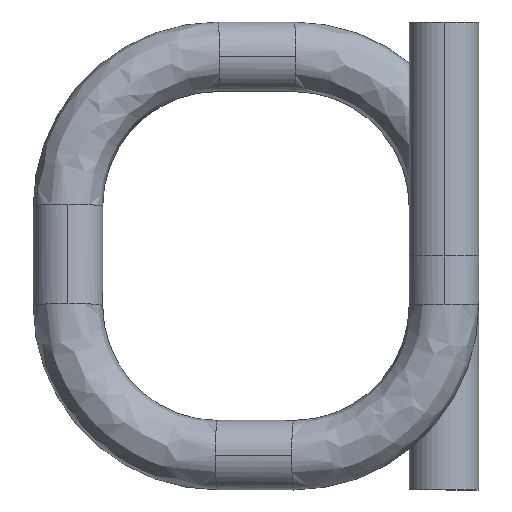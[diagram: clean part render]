
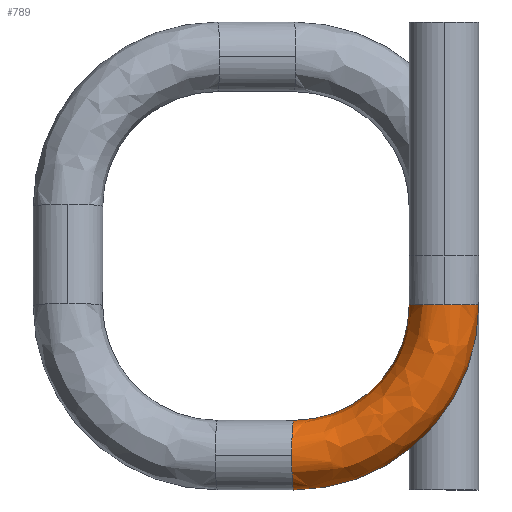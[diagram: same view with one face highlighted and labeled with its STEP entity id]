
A CAD part, left-side view. The second image highlights one B-rep face of the part: STEP entity #789.
In plain terms, the highlighted free-form (B-spline) face has degree [3, 3] with [4, 4] control points.
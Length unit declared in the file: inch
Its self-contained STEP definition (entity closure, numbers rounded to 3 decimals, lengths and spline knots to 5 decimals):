
#47 = VERTEX_POINT ( 'NONE', #839 ) ;
#157 = DIRECTION ( 'NONE',  ( -0.061, -0.998, 0. ) ) ;
#244 = CARTESIAN_POINT ( 'NONE',  ( 0.00164, 0.02695, -0.0715 ) ) ;
#258 = CARTESIAN_POINT ( 'NONE',  ( -0.0121, 0.007, -0.0445 ) ) ;
#276 = CARTESIAN_POINT ( 'NONE',  ( 0.00164, 0.02695, -0.06525 ) ) ;
#302 = CARTESIAN_POINT ( 'NONE',  ( -0.00038, -0.00624, -0.0445 ) ) ;
#303 = CIRCLE ( 'NONE', #1897, 0.02075 ) ;
#419 = CARTESIAN_POINT ( 'NONE',  ( 0.00164, 0.02695, -0.0445 ) ) ;
#601 = CARTESIAN_POINT ( 'NONE',  ( -0.01202, 0.00827, -0.07775 ) ) ;
#617 = CARTESIAN_POINT ( 'NONE',  ( -0.0121, 0.007, -0.05666 ) ) ;
#656 = EDGE_LOOP ( 'NONE', ( #1712, #3376, #1271, #1430, #3682, #4060 ) ) ;
#724 = CIRCLE ( 'NONE', #2525, 0.03325 ) ;
#775 = VERTEX_POINT ( 'NONE', #1208 ) ;
#789 = ADVANCED_FACE ( 'NONE', ( #3379 ), #816, .T. ) ;
#816 =( BOUNDED_SURFACE ( )  B_SPLINE_SURFACE ( 3, 3, ( 
 ( #302, #2665, #1619, #1594 ),
 ( #3337, #1682, #601, #3697 ),
 ( #258, #617, #1642, #2000 ),
 ( #938, #3357, #3052, #276 ) ),
 .UNSPECIFIED., .F., .F., .F. ) 
 B_SPLINE_SURFACE_WITH_KNOTS ( ( 4, 4 ),
 ( 4, 4 ),
 ( 0., 1. ),
 ( 0., 1. ),
 .UNSPECIFIED. ) 
 GEOMETRIC_REPRESENTATION_ITEM ( )  RATIONAL_B_SPLINE_SURFACE ( (
 ( 1., 0.805, 0.805, 1.),
 ( 0.333, 0.268, 0.268, 0.333),
 ( 0.333, 0.268, 0.268, 0.333),
 ( 1., 0.805, 0.805, 1.) ) ) 
 REPRESENTATION_ITEM ( '' )  SURFACE ( )  );
#839 = CARTESIAN_POINT ( 'NONE',  ( -0.00459, 0.02733, -0.0715 ) ) ;
#938 = CARTESIAN_POINT ( 'NONE',  ( 0.00038, 0.00624, -0.0445 ) ) ;
#965 = CIRCLE ( 'NONE', #4127, 0.00625 ) ;
#979 = VERTEX_POINT ( 'NONE', #1216 ) ;
#1016 = CIRCLE ( 'NONE', #1880, 0.00625 ) ;
#1032 = CARTESIAN_POINT ( 'NONE',  ( 0.00164, 0.02695, -0.0715 ) ) ;
#1100 = DIRECTION ( 'NONE',  ( -0.061, -0.998, 0. ) ) ;
#1182 = DIRECTION ( 'NONE',  ( 0., 0., -1. ) ) ;
#1208 = CARTESIAN_POINT ( 'NONE',  ( 0.00038, 0.00624, -0.0445 ) ) ;
#1216 = CARTESIAN_POINT ( 'NONE',  ( -0.00625, 0., -0.0445 ) ) ;
#1254 = DIRECTION ( 'NONE',  ( 0.998, -0.061, 0. ) ) ;
#1271 = ORIENTED_EDGE ( 'NONE', *, *, #1511, .T. ) ;
#1338 = CARTESIAN_POINT ( 'NONE',  ( 0.00164, 0.02695, -0.06525 ) ) ;
#1430 = ORIENTED_EDGE ( 'NONE', *, *, #3313, .T. ) ;
#1511 = EDGE_CURVE ( 'NONE', #2710, #47, #1016, .T. ) ;
#1594 = CARTESIAN_POINT ( 'NONE',  ( 0.00164, 0.02695, -0.07775 ) ) ;
#1619 = CARTESIAN_POINT ( 'NONE',  ( 0.00046, 0.00751, -0.07775 ) ) ;
#1621 = EDGE_CURVE ( 'NONE', #2644, #4215, #724, .T. ) ;
#1630 = DIRECTION ( 'NONE',  ( -0.061, -0.998, 0. ) ) ;
#1633 = CIRCLE ( 'NONE', #3775, 0.00625 ) ;
#1642 = CARTESIAN_POINT ( 'NONE',  ( -0.01157, 0.01558, -0.06525 ) ) ;
#1682 = CARTESIAN_POINT ( 'NONE',  ( -0.01286, -0.00548, -0.06398 ) ) ;
#1701 = CARTESIAN_POINT ( 'NONE',  ( -0.00038, -0.00624, -0.0445 ) ) ;
#1712 = ORIENTED_EDGE ( 'NONE', *, *, #3868, .T. ) ;
#1727 = DIRECTION ( 'NONE',  ( 0.998, -0.061, 0. ) ) ;
#1798 = DIRECTION ( 'NONE',  ( 0.061, 0.998, 0. ) ) ;
#1880 = AXIS2_PLACEMENT_3D ( 'NONE', #244, #1630, #4363 ) ;
#1897 = AXIS2_PLACEMENT_3D ( 'NONE', #2913, #1254, #3653 ) ;
#1922 = CIRCLE ( 'NONE', #4426, 0.00625 ) ;
#2000 = CARTESIAN_POINT ( 'NONE',  ( -0.01083, 0.02771, -0.06525 ) ) ;
#2136 = DIRECTION ( 'NONE',  ( 0., 0., -1. ) ) ;
#2525 = AXIS2_PLACEMENT_3D ( 'NONE', #419, #1727, #1798 ) ;
#2551 = EDGE_CURVE ( 'NONE', #775, #2710, #303, .T. ) ;
#2644 = VERTEX_POINT ( 'NONE', #1701 ) ;
#2665 = CARTESIAN_POINT ( 'NONE',  ( -0.00038, -0.00624, -0.06398 ) ) ;
#2710 = VERTEX_POINT ( 'NONE', #1338 ) ;
#2913 = CARTESIAN_POINT ( 'NONE',  ( 0.00164, 0.02695, -0.0445 ) ) ;
#3052 = CARTESIAN_POINT ( 'NONE',  ( 0.0009, 0.01482, -0.06525 ) ) ;
#3075 = DIRECTION ( 'NONE',  ( -0.061, -0.998, 0. ) ) ;
#3313 = EDGE_CURVE ( 'NONE', #47, #4215, #965, .T. ) ;
#3337 = CARTESIAN_POINT ( 'NONE',  ( -0.01286, -0.00548, -0.0445 ) ) ;
#3357 = CARTESIAN_POINT ( 'NONE',  ( 0.00038, 0.00624, -0.05666 ) ) ;
#3376 = ORIENTED_EDGE ( 'NONE', *, *, #2551, .T. ) ;
#3379 = FACE_OUTER_BOUND ( 'NONE', #656, .T. ) ;
#3411 = CARTESIAN_POINT ( 'NONE',  ( 0.00164, 0.02695, -0.07775 ) ) ;
#3653 = DIRECTION ( 'NONE',  ( 0.061, 0.998, 0. ) ) ;
#3682 = ORIENTED_EDGE ( 'NONE', *, *, #1621, .F. ) ;
#3697 = CARTESIAN_POINT ( 'NONE',  ( -0.01083, 0.02771, -0.07775 ) ) ;
#3722 = CARTESIAN_POINT ( 'NONE',  ( 0., 0., -0.0445 ) ) ;
#3775 = AXIS2_PLACEMENT_3D ( 'NONE', #4260, #1182, #157 ) ;
#3868 = EDGE_CURVE ( 'NONE', #979, #775, #1633, .T. ) ;
#4060 = ORIENTED_EDGE ( 'NONE', *, *, #4276, .T. ) ;
#4127 = AXIS2_PLACEMENT_3D ( 'NONE', #1032, #1100, #2136 ) ;
#4215 = VERTEX_POINT ( 'NONE', #3411 ) ;
#4260 = CARTESIAN_POINT ( 'NONE',  ( 0., 0., -0.0445 ) ) ;
#4276 = EDGE_CURVE ( 'NONE', #2644, #979, #1922, .T. ) ;
#4363 = DIRECTION ( 'NONE',  ( 0., 0., -1. ) ) ;
#4376 = DIRECTION ( 'NONE',  ( 0., 0., -1. ) ) ;
#4426 = AXIS2_PLACEMENT_3D ( 'NONE', #3722, #4376, #3075 ) ;
